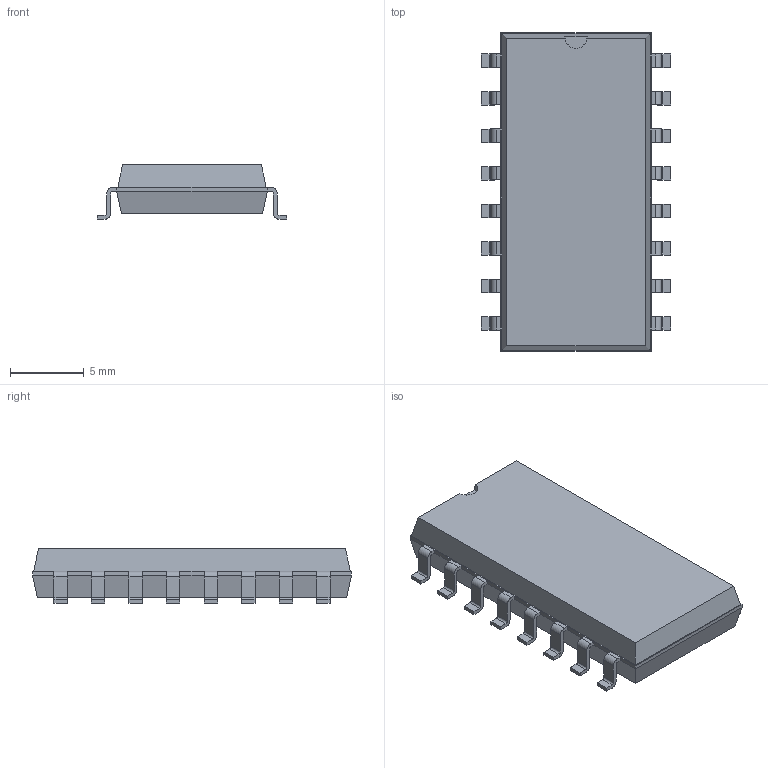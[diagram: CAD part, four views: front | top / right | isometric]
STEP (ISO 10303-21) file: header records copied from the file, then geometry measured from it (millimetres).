
FILE_DESCRIPTION(/* description */ ('model of DIP-16_W11.48mm_SMD'),/* implementation_level */ '2;1');
FILE_NAME(/* name */ 'DIP-16_W11.48mm_SMD.step',/* time_stamp */ '2017-09-23T12:36:48',/* author */ ('kicad StepUp','ksu'),/* organization */ ('FreeCAD'),/* preprocessor_version */ 'OCC',/* originating_system */ 'kicad StepUp',/* authorisation */ '');
FILE_SCHEMA(('AUTOMOTIVE_DESIGN { 1 0 10303 214 1 1 1 1 }'));
Length unit declared in the file: millimetre
Products named in the file (1): DIP_16_W1148mm_SMD
Bounding box: 12.84 x 21.59 x 3.68 mm (x, y, z)
Volume: 699.5 mm3; surface area: 722.3 mm2
Topology: 1 solids, 1 shells, 276 faces, 716 edges, 442 vertices
Faces by surface type: plane 167, cylinder 65, bspline 44
Entity records: 10176 total; most frequent: CARTESIAN_POINT 1592, ORIENTED_EDGE 1432, DIRECTION 1295, EDGE_CURVE 716, LINE 565, VECTOR 565, VERTEX_POINT 442, AXIS2_PLACEMENT_3D 365
